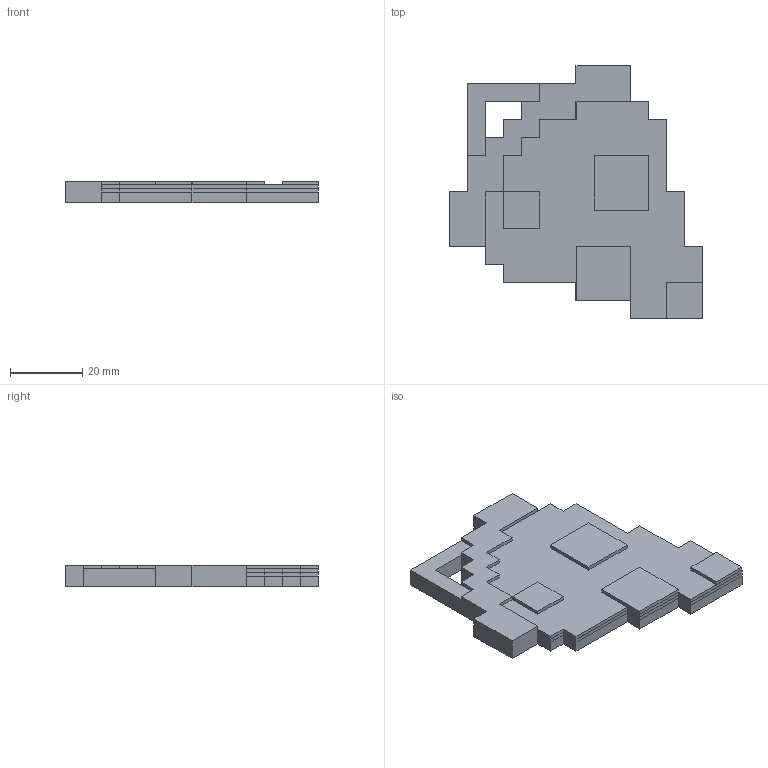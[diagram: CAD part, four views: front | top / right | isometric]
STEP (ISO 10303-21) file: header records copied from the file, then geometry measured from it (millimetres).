
FILE_DESCRIPTION(/* description */ (''),/* implementation_level */ '2;1');
FILE_NAME(/* name */ 'Grid Chain 5.step',/* time_stamp */ '2025-11-27T20:37:54Z',/* author */ (''),/* organization */ (''),/* preprocessor_version */ 'ST-DEVELOPER v20.1',/* originating_system */ 'Autodesk Translation Framework v14.17.0.0',/* authorisation */ '');
FILE_SCHEMA (('AUTOMOTIVE_DESIGN { 1 0 10303 214 3 1 1 }'));
Length unit declared in the file: millimetre
Products named in the file (1): 2025-11-22-15-33-31-987
Bounding box: 70 x 70 x 6 mm (x, y, z)
Volume: 18275 mm3; surface area: 21020 mm2
Topology: 8 solids, 8 shells, 129 faces, 355 edges, 242 vertices
Faces by surface type: plane 129
Entity records: 4161 total; most frequent: CARTESIAN_POINT 727, ORIENTED_EDGE 710, DIRECTION 615, LINE 355, VECTOR 355, EDGE_CURVE 355, VERTEX_POINT 242, AXIS2_PLACEMENT_3D 130
